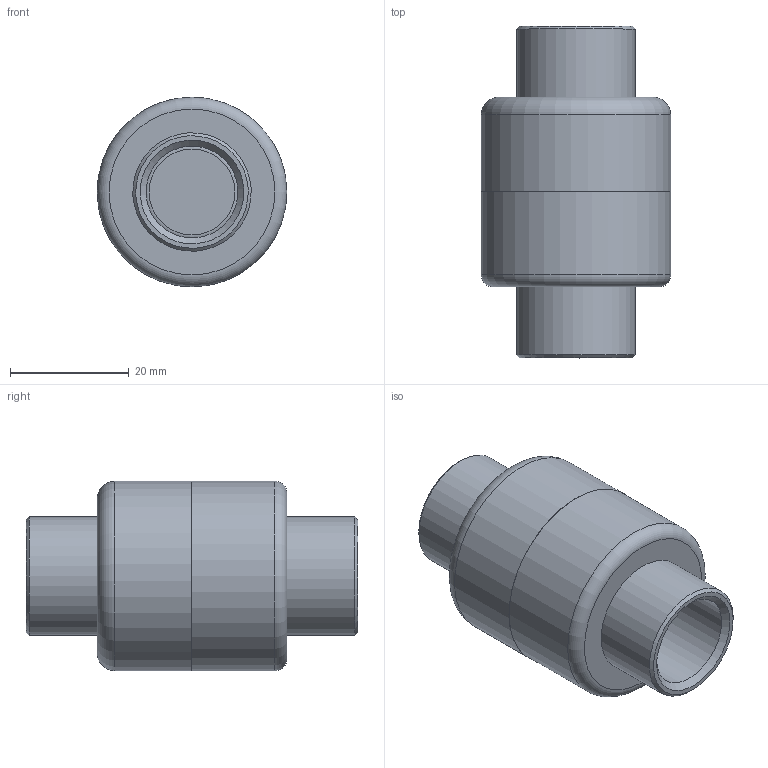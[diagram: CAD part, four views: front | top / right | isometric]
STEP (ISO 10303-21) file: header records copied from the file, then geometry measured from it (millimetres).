
FILE_DESCRIPTION(/* description */ (''),/* implementation_level */ '2;1');
FILE_NAME(/* name */ 'ruck_38_es.stp',/* time_stamp */ '2018-10-11T10:23:11+02:00',/* author */ ('leitheußer'),/* organization */ (''),/* preprocessor_version */ 'ST-DEVELOPER v15.6',/* originating_system */ 'Autodesk Inventor LT ',/* authorisation */ '');
FILE_SCHEMA (('AUTOMOTIVE_DESIGN { 1 0 10303 214 3 1 1 }'));
Length unit declared in the file: millimetre
Products named in the file (1): VALVOLA SMALL G 3_8_2
Bounding box: 32 x 56 x 32 mm (x, y, z)
Volume: 12977.3 mm3; surface area: 16296.8 mm2
Topology: 10 solids, 10 shells, 121 faces, 236 edges, 152 vertices
Faces by surface type: plane 43, cylinder 37, torus 24, cone 15, bspline 2
Full cylindrical faces by diameter (mm): 4 x1, 4.3 x1, 6.2 x1, 7.9 x1, 8 x1, 12 x1, 14.5 x1, 15.5 x2, 16 x1, 17 x1, 17.5 x1, 18 x2, 20 x2, 22 x1, 23.1 x1, 24.8 x1, 25 x1, 28 x2, 30.1 x1, 32 x2
Entity records: 6831 total; most frequent: CARTESIAN_POINT 4540, DIRECTION 520, ORIENTED_EDGE 314, AXIS2_PLACEMENT_3D 245, EDGE_LOOP 218, EDGE_CURVE 157, VERTEX_POINT 137, CIRCLE 125
